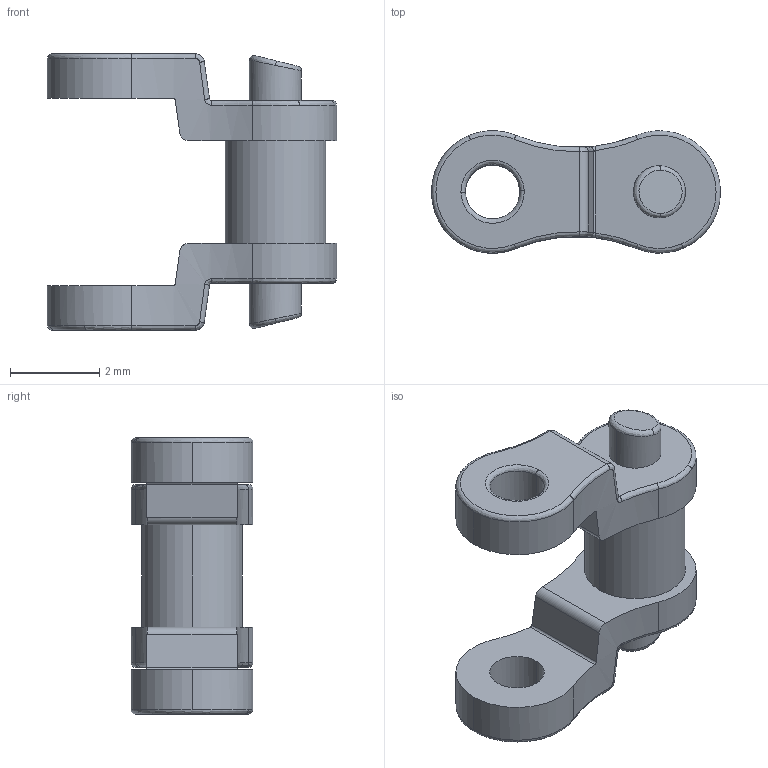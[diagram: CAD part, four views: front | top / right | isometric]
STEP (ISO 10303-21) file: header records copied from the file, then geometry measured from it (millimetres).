
FILE_DESCRIPTION (( 'STEP AP203' ), '1' );
FILE_NAME ('CHAIN-LINK.STEP', '2007-08-25T23:12:48', ( 'Innovation First, Inc.' ), ( 'Innovation First, Inc.' ), 'SwSTEP 2.0', 'SolidWorks 2006052', '' );
FILE_SCHEMA (( 'CONFIG_CONTROL_DESIGN' ));
Length unit declared in the file: inch
Products named in the file (1): CHAIN-LINK
Bounding box: 6.49 x 2.74 x 6.2 mm (x, y, z)
Volume: 38.9 mm3; surface area: 114 mm2
Topology: 1 solids, 1 shells, 80 faces, 202 edges, 128 vertices
Faces by surface type: bspline 36, cylinder 30, plane 14
Entity records: 3686 total; most frequent: CARTESIAN_POINT 1962, ORIENTED_EDGE 404, DIRECTION 292, EDGE_CURVE 202, VERTEX_POINT 128, AXIS2_PLACEMENT_3D 127, EDGE_LOOP 88, CIRCLE 82
